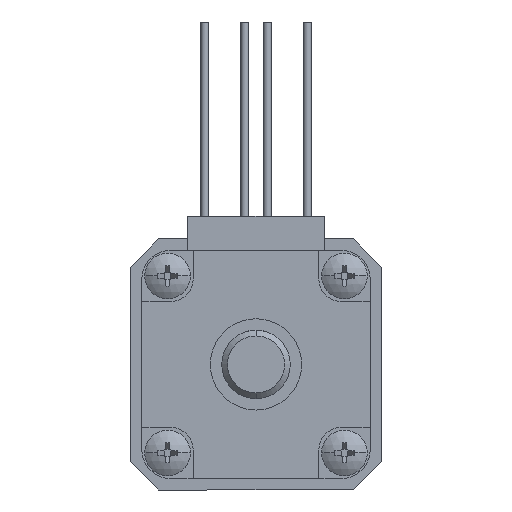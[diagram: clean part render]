
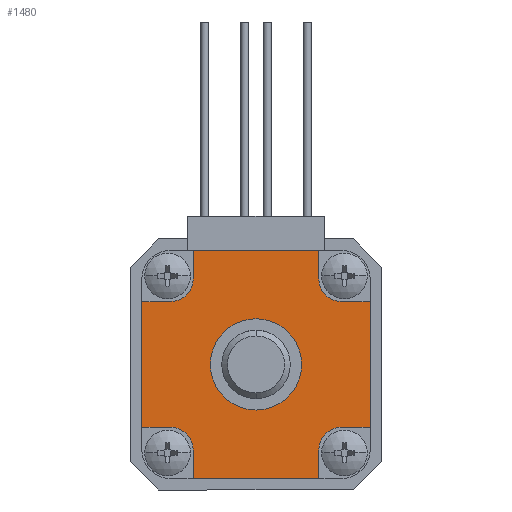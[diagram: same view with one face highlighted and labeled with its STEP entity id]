
A CAD part, front view. The second image highlights one B-rep face of the part: STEP entity #1480.
In plain terms, the highlighted planar face has unit normal (0, -1, 0).
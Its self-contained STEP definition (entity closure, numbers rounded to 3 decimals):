
#36 = AXIS2_PLACEMENT_3D ( 'NONE', #308, #14059, #8075 ) ;
#95 = DIRECTION ( 'NONE',  ( 0., 0., 1. ) ) ;
#98 = CARTESIAN_POINT ( 'NONE',  ( 5.5, 0., 7.5 ) ) ;
#230 = DIRECTION ( 'NONE',  ( -1., 0., 0. ) ) ;
#288 = VECTOR ( 'NONE', #4558, 1000. ) ;
#308 = CARTESIAN_POINT ( 'NONE',  ( -7.5, 0., 7.5 ) ) ;
#346 = EDGE_CURVE ( 'NONE', #7519, #4766, #2914, .T. ) ;
#353 = ORIENTED_EDGE ( 'NONE', *, *, #2092, .T. ) ;
#575 = CARTESIAN_POINT ( 'NONE',  ( -7.5, 0., -7.5 ) ) ;
#646 = DIRECTION ( 'NONE',  ( 0., 0., -1. ) ) ;
#696 = EDGE_CURVE ( 'NONE', #2944, #6530, #4325, .T. ) ;
#712 = LINE ( 'NONE', #12235, #4892 ) ;
#749 = CIRCLE ( 'NONE', #13866, 2. ) ;
#777 = EDGE_LOOP ( 'NONE', ( #4638, #5607 ) ) ;
#982 = VECTOR ( 'NONE', #2151, 1000. ) ;
#990 = CARTESIAN_POINT ( 'NONE',  ( -5.5, 0., -7.5 ) ) ;
#1005 = CARTESIAN_POINT ( 'NONE',  ( 10., 0., -5.5 ) ) ;
#1079 = DIRECTION ( 'NONE',  ( 0., 1., 0. ) ) ;
#1091 = VERTEX_POINT ( 'NONE', #12455 ) ;
#1104 = VERTEX_POINT ( 'NONE', #5922 ) ;
#1123 = CARTESIAN_POINT ( 'NONE',  ( -5.5, 0., 7.5 ) ) ;
#1155 = VECTOR ( 'NONE', #6152, 1000. ) ;
#1255 = DIRECTION ( 'NONE',  ( 0., 1., 0. ) ) ;
#1390 = CARTESIAN_POINT ( 'NONE',  ( -7.5, 0., 7.5 ) ) ;
#1414 = PLANE ( 'NONE',  #36 ) ;
#1480 = ADVANCED_FACE ( 'NONE', ( #12286, #12805 ), #1414, .F. ) ;
#1551 = VECTOR ( 'NONE', #14597, 1000. ) ;
#1576 = CARTESIAN_POINT ( 'NONE',  ( 10., 0., 5.5 ) ) ;
#1712 = VECTOR ( 'NONE', #2079, 1000. ) ;
#1822 = DIRECTION ( 'NONE',  ( -1., 0., 0. ) ) ;
#1899 = VERTEX_POINT ( 'NONE', #9699 ) ;
#2079 = DIRECTION ( 'NONE',  ( 0., 0., -1. ) ) ;
#2081 = LINE ( 'NONE', #8830, #982 ) ;
#2092 = EDGE_CURVE ( 'NONE', #3071, #1899, #712, .T. ) ;
#2151 = DIRECTION ( 'NONE',  ( 0., 0., -1. ) ) ;
#2292 = CARTESIAN_POINT ( 'NONE',  ( 10., 0., -5.5 ) ) ;
#2392 = VECTOR ( 'NONE', #4007, 1000. ) ;
#2492 = DIRECTION ( 'NONE',  ( 0., 0., -1. ) ) ;
#2507 = DIRECTION ( 'NONE',  ( 0., 1., 0. ) ) ;
#2531 = LINE ( 'NONE', #11668, #2638 ) ;
#2558 = ORIENTED_EDGE ( 'NONE', *, *, #10147, .F. ) ;
#2618 = VERTEX_POINT ( 'NONE', #990 ) ;
#2638 = VECTOR ( 'NONE', #230, 1000. ) ;
#2694 = EDGE_CURVE ( 'NONE', #7313, #2944, #9073, .T. ) ;
#2857 = DIRECTION ( 'NONE',  ( 0., 1., 0. ) ) ;
#2914 = CIRCLE ( 'NONE', #11301, 4. ) ;
#2944 = VERTEX_POINT ( 'NONE', #8602 ) ;
#3071 = VERTEX_POINT ( 'NONE', #12725 ) ;
#3291 = EDGE_CURVE ( 'NONE', #2618, #7148, #7532, .T. ) ;
#3515 = CARTESIAN_POINT ( 'NONE',  ( -7.5, 0., 10. ) ) ;
#3854 = ORIENTED_EDGE ( 'NONE', *, *, #8047, .T. ) ;
#3859 = DIRECTION ( 'NONE',  ( 0., 0., 1. ) ) ;
#3986 = ORIENTED_EDGE ( 'NONE', *, *, #9702, .T. ) ;
#3998 = ORIENTED_EDGE ( 'NONE', *, *, #13261, .F. ) ;
#4007 = DIRECTION ( 'NONE',  ( 0., 0., 1. ) ) ;
#4083 = AXIS2_PLACEMENT_3D ( 'NONE', #8413, #7285, #2492 ) ;
#4325 = CIRCLE ( 'NONE', #4083, 2. ) ;
#4525 = EDGE_CURVE ( 'NONE', #5477, #3071, #10070, .T. ) ;
#4558 = DIRECTION ( 'NONE',  ( 1., 0., 0. ) ) ;
#4625 = DIRECTION ( 'NONE',  ( 0., 0., 1. ) ) ;
#4638 = ORIENTED_EDGE ( 'NONE', *, *, #346, .T. ) ;
#4766 = VERTEX_POINT ( 'NONE', #5498 ) ;
#4812 = DIRECTION ( 'NONE',  ( 0., 1., 0. ) ) ;
#4892 = VECTOR ( 'NONE', #1822, 1000. ) ;
#4895 = CARTESIAN_POINT ( 'NONE',  ( -10., 0., -5.5 ) ) ;
#5040 = AXIS2_PLACEMENT_3D ( 'NONE', #1390, #1255, #4625 ) ;
#5220 = EDGE_CURVE ( 'NONE', #4766, #7519, #10332, .T. ) ;
#5477 = VERTEX_POINT ( 'NONE', #11085 ) ;
#5498 = CARTESIAN_POINT ( 'NONE',  ( 0., 0., 4. ) ) ;
#5567 = DIRECTION ( 'NONE',  ( 1., 0., 0. ) ) ;
#5607 = ORIENTED_EDGE ( 'NONE', *, *, #5220, .T. ) ;
#5639 = ORIENTED_EDGE ( 'NONE', *, *, #10422, .F. ) ;
#5922 = CARTESIAN_POINT ( 'NONE',  ( 5.5, 0., -7.5 ) ) ;
#6057 = VERTEX_POINT ( 'NONE', #2292 ) ;
#6111 = VECTOR ( 'NONE', #6409, 1000. ) ;
#6128 = VECTOR ( 'NONE', #7040, 1000. ) ;
#6152 = DIRECTION ( 'NONE',  ( 1., 0., 0. ) ) ;
#6409 = DIRECTION ( 'NONE',  ( 0., 0., -1. ) ) ;
#6419 = ORIENTED_EDGE ( 'NONE', *, *, #4525, .T. ) ;
#6435 = EDGE_CURVE ( 'NONE', #9731, #6057, #11245, .T. ) ;
#6530 = VERTEX_POINT ( 'NONE', #98 ) ;
#6623 = VERTEX_POINT ( 'NONE', #9165 ) ;
#6792 = CARTESIAN_POINT ( 'NONE',  ( 0., 0., -4. ) ) ;
#7040 = DIRECTION ( 'NONE',  ( 0., 0., 1. ) ) ;
#7049 = CARTESIAN_POINT ( 'NONE',  ( 7.5, 0., -7.5 ) ) ;
#7097 = CIRCLE ( 'NONE', #10932, 2. ) ;
#7148 = VERTEX_POINT ( 'NONE', #13637 ) ;
#7154 = ORIENTED_EDGE ( 'NONE', *, *, #10496, .T. ) ;
#7285 = DIRECTION ( 'NONE',  ( 0., 1., 0. ) ) ;
#7313 = VERTEX_POINT ( 'NONE', #1576 ) ;
#7451 = LINE ( 'NONE', #13294, #2392 ) ;
#7519 = VERTEX_POINT ( 'NONE', #6792 ) ;
#7532 = LINE ( 'NONE', #7833, #6111 ) ;
#7642 = VECTOR ( 'NONE', #5567, 1000. ) ;
#7789 = ORIENTED_EDGE ( 'NONE', *, *, #10662, .F. ) ;
#7833 = CARTESIAN_POINT ( 'NONE',  ( -5.5, 0., -7.5 ) ) ;
#7898 = CARTESIAN_POINT ( 'NONE',  ( 5.5, 0., 7.5 ) ) ;
#8047 = EDGE_CURVE ( 'NONE', #6530, #12030, #11277, .T. ) ;
#8067 = CARTESIAN_POINT ( 'NONE',  ( 5.5, 0., 10. ) ) ;
#8075 = DIRECTION ( 'NONE',  ( 0., 0., 1. ) ) ;
#8412 = VECTOR ( 'NONE', #11493, 1000. ) ;
#8413 = CARTESIAN_POINT ( 'NONE',  ( 7.5, 0., 7.5 ) ) ;
#8602 = CARTESIAN_POINT ( 'NONE',  ( 7.5, 0., 5.5 ) ) ;
#8656 = CARTESIAN_POINT ( 'NONE',  ( -5.5, 0., 10. ) ) ;
#8830 = CARTESIAN_POINT ( 'NONE',  ( 10., 0., 7.5 ) ) ;
#8943 = ORIENTED_EDGE ( 'NONE', *, *, #11289, .T. ) ;
#9073 = LINE ( 'NONE', #10046, #1551 ) ;
#9102 = EDGE_LOOP ( 'NONE', ( #11403, #6419, #353, #3998, #9475, #8943, #12187, #2558, #7154, #3986, #11846, #7789, #12147, #10433, #3854, #5639 ) ) ;
#9142 = AXIS2_PLACEMENT_3D ( 'NONE', #9227, #1079, #95 ) ;
#9165 = CARTESIAN_POINT ( 'NONE',  ( -7.5, 0., -5.5 ) ) ;
#9227 = CARTESIAN_POINT ( 'NONE',  ( 0., 0., 0. ) ) ;
#9475 = ORIENTED_EDGE ( 'NONE', *, *, #11801, .T. ) ;
#9699 = CARTESIAN_POINT ( 'NONE',  ( -10., 0., 5.5 ) ) ;
#9702 = EDGE_CURVE ( 'NONE', #1104, #9731, #749, .T. ) ;
#9731 = VERTEX_POINT ( 'NONE', #10715 ) ;
#10032 = LINE ( 'NONE', #1123, #1712 ) ;
#10046 = CARTESIAN_POINT ( 'NONE',  ( 10., 0., 5.5 ) ) ;
#10070 = CIRCLE ( 'NONE', #5040, 2. ) ;
#10147 = EDGE_CURVE ( 'NONE', #1091, #7148, #2531, .T. ) ;
#10180 = LINE ( 'NONE', #3515, #288 ) ;
#10279 = CARTESIAN_POINT ( 'NONE',  ( -10., 0., 7.5 ) ) ;
#10332 = CIRCLE ( 'NONE', #9142, 4. ) ;
#10422 = EDGE_CURVE ( 'NONE', #12516, #12030, #10180, .T. ) ;
#10433 = ORIENTED_EDGE ( 'NONE', *, *, #696, .T. ) ;
#10458 = EDGE_CURVE ( 'NONE', #12516, #5477, #10032, .T. ) ;
#10496 = EDGE_CURVE ( 'NONE', #1091, #1104, #7451, .T. ) ;
#10662 = EDGE_CURVE ( 'NONE', #7313, #6057, #2081, .T. ) ;
#10715 = CARTESIAN_POINT ( 'NONE',  ( 7.5, 0., -5.5 ) ) ;
#10932 = AXIS2_PLACEMENT_3D ( 'NONE', #575, #2857, #646 ) ;
#11085 = CARTESIAN_POINT ( 'NONE',  ( -5.5, 0., 7.5 ) ) ;
#11086 = CARTESIAN_POINT ( 'NONE',  ( -10., 0., -5.5 ) ) ;
#11245 = LINE ( 'NONE', #1005, #7642 ) ;
#11277 = LINE ( 'NONE', #7898, #8412 ) ;
#11289 = EDGE_CURVE ( 'NONE', #6623, #2618, #7097, .T. ) ;
#11301 = AXIS2_PLACEMENT_3D ( 'NONE', #11941, #2507, #3859 ) ;
#11403 = ORIENTED_EDGE ( 'NONE', *, *, #10458, .T. ) ;
#11493 = DIRECTION ( 'NONE',  ( 0., 0., 1. ) ) ;
#11668 = CARTESIAN_POINT ( 'NONE',  ( -7.5, 0., -10. ) ) ;
#11763 = DIRECTION ( 'NONE',  ( 0., 0., 1. ) ) ;
#11801 = EDGE_CURVE ( 'NONE', #13522, #6623, #14513, .T. ) ;
#11846 = ORIENTED_EDGE ( 'NONE', *, *, #6435, .T. ) ;
#11941 = CARTESIAN_POINT ( 'NONE',  ( 0., 0., 0. ) ) ;
#12030 = VERTEX_POINT ( 'NONE', #8067 ) ;
#12147 = ORIENTED_EDGE ( 'NONE', *, *, #2694, .T. ) ;
#12187 = ORIENTED_EDGE ( 'NONE', *, *, #3291, .T. ) ;
#12235 = CARTESIAN_POINT ( 'NONE',  ( -10., 0., 5.5 ) ) ;
#12286 = FACE_BOUND ( 'NONE', #777, .T. ) ;
#12455 = CARTESIAN_POINT ( 'NONE',  ( 5.5, 0., -10. ) ) ;
#12516 = VERTEX_POINT ( 'NONE', #8656 ) ;
#12725 = CARTESIAN_POINT ( 'NONE',  ( -7.5, 0., 5.5 ) ) ;
#12805 = FACE_OUTER_BOUND ( 'NONE', #9102, .T. ) ;
#13261 = EDGE_CURVE ( 'NONE', #13522, #1899, #14758, .T. ) ;
#13294 = CARTESIAN_POINT ( 'NONE',  ( 5.5, 0., -7.5 ) ) ;
#13522 = VERTEX_POINT ( 'NONE', #11086 ) ;
#13637 = CARTESIAN_POINT ( 'NONE',  ( -5.5, 0., -10. ) ) ;
#13866 = AXIS2_PLACEMENT_3D ( 'NONE', #7049, #4812, #11763 ) ;
#14059 = DIRECTION ( 'NONE',  ( 0., 1., 0. ) ) ;
#14513 = LINE ( 'NONE', #4895, #1155 ) ;
#14597 = DIRECTION ( 'NONE',  ( -1., 0., 0. ) ) ;
#14758 = LINE ( 'NONE', #10279, #6128 ) ;
